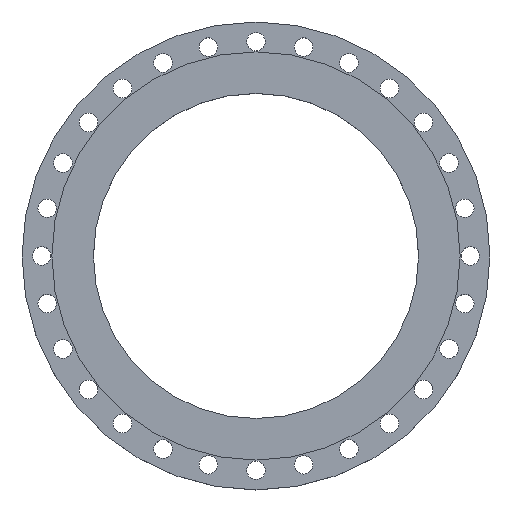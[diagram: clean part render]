
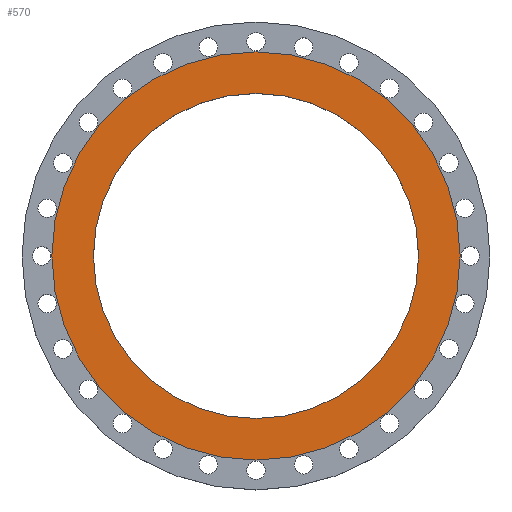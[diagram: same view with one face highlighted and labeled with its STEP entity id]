
A CAD part, top view. The second image highlights one B-rep face of the part: STEP entity #570.
In plain terms, the highlighted planar face has unit normal (0, 0, 1).
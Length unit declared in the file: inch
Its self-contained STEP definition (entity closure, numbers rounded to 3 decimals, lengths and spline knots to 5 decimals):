
#27 = AXIS2_PLACEMENT_3D ( 'NONE', #1568, #2619, #797 ) ;
#54 = DIRECTION ( 'NONE',  ( 1., 0., 0. ) ) ;
#55 = CIRCLE ( 'NONE', #2285, 16.5 ) ;
#87 = EDGE_CURVE ( 'NONE', #1101, #1432, #1700, .T. ) ;
#226 = DIRECTION ( 'NONE',  ( 1., 0., 0. ) ) ;
#235 = CARTESIAN_POINT ( 'NONE',  ( 0., 0., 0. ) ) ;
#271 = DIRECTION ( 'NONE',  ( 0., 0., 1. ) ) ;
#318 = VERTEX_POINT ( 'NONE', #591 ) ;
#419 = CARTESIAN_POINT ( 'NONE',  ( -20.71875, 0., 0. ) ) ;
#570 = ADVANCED_FACE ( 'NONE', ( #2589, #767 ), #1608, .F. ) ;
#586 = DIRECTION ( 'NONE',  ( 0., 0., 1. ) ) ;
#591 = CARTESIAN_POINT ( 'NONE',  ( -16.5, 0., 0. ) ) ;
#689 = CIRCLE ( 'NONE', #2449, 20.71875 ) ;
#716 = DIRECTION ( 'NONE',  ( 1., 0., 0. ) ) ;
#767 = FACE_OUTER_BOUND ( 'NONE', #1169, .T. ) ;
#797 = DIRECTION ( 'NONE',  ( -1., 0., 0. ) ) ;
#897 = EDGE_LOOP ( 'NONE', ( #1020, #2181 ) ) ;
#968 = DIRECTION ( 'NONE',  ( 0., 0., 1. ) ) ;
#1020 = ORIENTED_EDGE ( 'NONE', *, *, #1822, .F. ) ;
#1101 = VERTEX_POINT ( 'NONE', #1180 ) ;
#1122 = EDGE_CURVE ( 'NONE', #1432, #1101, #689, .T. ) ;
#1160 = EDGE_CURVE ( 'NONE', #318, #1189, #55, .T. ) ;
#1169 = EDGE_LOOP ( 'NONE', ( #2576, #1598 ) ) ;
#1180 = CARTESIAN_POINT ( 'NONE',  ( 20.71875, 0., 0. ) ) ;
#1189 = VERTEX_POINT ( 'NONE', #2133 ) ;
#1192 = DIRECTION ( 'NONE',  ( 1., 0., 0. ) ) ;
#1252 = CIRCLE ( 'NONE', #2065, 16.5 ) ;
#1432 = VERTEX_POINT ( 'NONE', #419 ) ;
#1568 = CARTESIAN_POINT ( 'NONE',  ( 0., 16.5, 0. ) ) ;
#1598 = ORIENTED_EDGE ( 'NONE', *, *, #1122, .T. ) ;
#1608 = PLANE ( 'NONE',  #27 ) ;
#1670 = CARTESIAN_POINT ( 'NONE',  ( 0., 0., 0. ) ) ;
#1690 = DIRECTION ( 'NONE',  ( 0., 0., 1. ) ) ;
#1700 = CIRCLE ( 'NONE', #1751, 20.71875 ) ;
#1751 = AXIS2_PLACEMENT_3D ( 'NONE', #1670, #1690, #226 ) ;
#1793 = CARTESIAN_POINT ( 'NONE',  ( 0., 0., 0. ) ) ;
#1822 = EDGE_CURVE ( 'NONE', #1189, #318, #1252, .T. ) ;
#2065 = AXIS2_PLACEMENT_3D ( 'NONE', #235, #271, #54 ) ;
#2133 = CARTESIAN_POINT ( 'NONE',  ( 16.5, 0., 0. ) ) ;
#2181 = ORIENTED_EDGE ( 'NONE', *, *, #1160, .F. ) ;
#2285 = AXIS2_PLACEMENT_3D ( 'NONE', #2545, #968, #716 ) ;
#2449 = AXIS2_PLACEMENT_3D ( 'NONE', #1793, #586, #1192 ) ;
#2545 = CARTESIAN_POINT ( 'NONE',  ( 0., 0., 0. ) ) ;
#2576 = ORIENTED_EDGE ( 'NONE', *, *, #87, .T. ) ;
#2589 = FACE_BOUND ( 'NONE', #897, .T. ) ;
#2619 = DIRECTION ( 'NONE',  ( 0., 0., -1. ) ) ;
